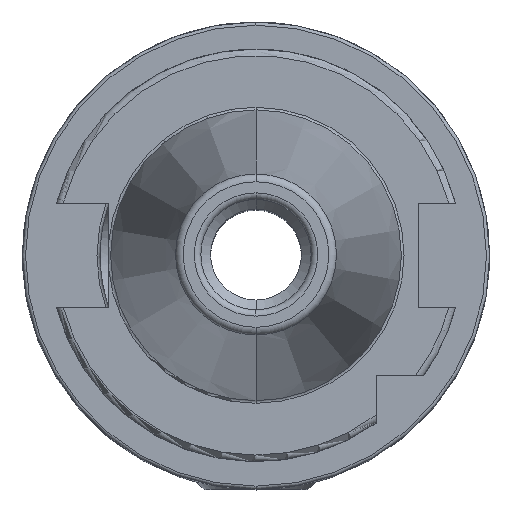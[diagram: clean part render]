
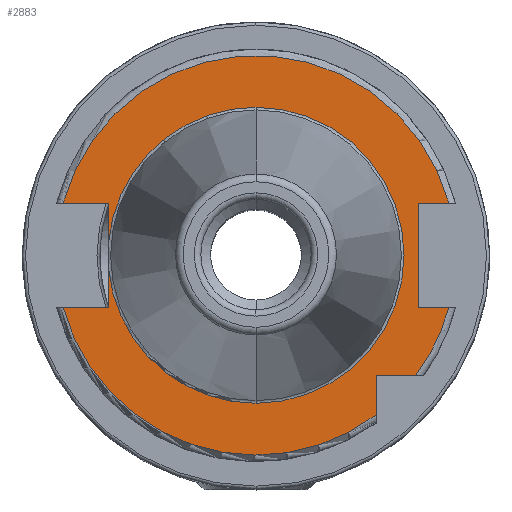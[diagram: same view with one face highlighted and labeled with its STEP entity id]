
A CAD part, top view. The second image highlights one B-rep face of the part: STEP entity #2883.
In plain terms, the highlighted planar face has unit normal (0, 0, 1).
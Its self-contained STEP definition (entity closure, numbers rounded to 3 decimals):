
#353=DIRECTION('',(1,0,0));
#354=VECTOR('',#353,7.004);
#355=CARTESIAN_POINT('',(-29.704,-8.05,15.9));
#356=LINE('',#355,#354);
#357=DIRECTION('',(0,1,0));
#358=VECTOR('',#357,5.917);
#359=CARTESIAN_POINT('',(-22.7,-8.05,15.9));
#360=LINE('',#359,#358);
#361=DIRECTION('',(0,1,0));
#362=VECTOR('',#361,5.917);
#363=CARTESIAN_POINT('',(-22.7,2.133,15.9));
#364=LINE('',#363,#362);
#365=DIRECTION('',(1,0,0));
#366=VECTOR('',#365,7.004);
#367=CARTESIAN_POINT('',(-29.704,8.05,15.9));
#368=LINE('',#367,#366);
#369=DIRECTION('',(-1,0,0));
#370=VECTOR('',#369,4.704);
#371=CARTESIAN_POINT('',(29.704,8.05,15.9));
#372=LINE('',#371,#370);
#373=DIRECTION('',(0,-1,0));
#374=VECTOR('',#373,16.1);
#375=CARTESIAN_POINT('',(25,8.05,15.9));
#376=LINE('',#375,#374);
#377=DIRECTION('',(-1,0,0));
#378=VECTOR('',#377,4.704);
#379=CARTESIAN_POINT('',(29.704,-8.05,15.9));
#380=LINE('',#379,#378);
#381=CARTESIAN_POINT('',(0,0,15.9));
#382=DIRECTION('',(0,0,1));
#383=DIRECTION('',(0.799,-0.601,0));
#384=AXIS2_PLACEMENT_3D('',#381,#382,#383);
#386=DIRECTION('',(-1,0,0));
#387=VECTOR('',#386,6.094);
#388=CARTESIAN_POINT('',(24.594,-18.5,15.9));
#389=LINE('',#388,#387);
#390=DIRECTION('',(0,1,0));
#391=VECTOR('',#390,6.094);
#392=CARTESIAN_POINT('',(18.5,-24.594,15.9));
#393=LINE('',#392,#391);
#404=CARTESIAN_POINT('',(0,0,15.9));
#405=DIRECTION('',(0,0,1));
#406=DIRECTION('',(0,1,0));
#407=AXIS2_PLACEMENT_3D('',#404,#405,#406);
#419=CARTESIAN_POINT('',(0,0,15.9));
#420=DIRECTION('',(0,0,1));
#421=DIRECTION('',(-0.996,-0.094,0));
#422=AXIS2_PLACEMENT_3D('',#419,#420,#421);
#424=CARTESIAN_POINT('',(0,0,15.9));
#425=DIRECTION('',(0,0,-1));
#426=DIRECTION('',(0,1,0));
#427=AXIS2_PLACEMENT_3D('',#424,#425,#426);
#1516=CARTESIAN_POINT('',(0,0,15.9));
#1517=DIRECTION('',(0,0,1));
#1518=DIRECTION('',(0.965,0.262,0));
#1519=AXIS2_PLACEMENT_3D('',#1516,#1517,#1518);
#1567=CARTESIAN_POINT('',(0,0,15.9));
#1568=DIRECTION('',(0,0,1));
#1569=DIRECTION('',(-0.965,-0.262,0));
#1570=AXIS2_PLACEMENT_3D('',#1567,#1568,#1569);
#2007=CARTESIAN_POINT('',(0,22.8,15.9));
#2009=VERTEX_POINT('',#2007);
#2029=CARTESIAN_POINT('',(0,-22.8,15.9));
#2031=VERTEX_POINT('',#2029);
#2155=CARTESIAN_POINT('',(-29.704,-8.05,15.9));
#2156=CARTESIAN_POINT('',(-22.7,-8.05,15.9));
#2157=VERTEX_POINT('',#2155);
#2158=VERTEX_POINT('',#2156);
#2159=CARTESIAN_POINT('',(-22.7,-2.133,15.9));
#2160=VERTEX_POINT('',#2159);
#2161=CARTESIAN_POINT('',(-22.7,2.133,15.9));
#2162=CARTESIAN_POINT('',(-22.7,8.05,15.9));
#2163=VERTEX_POINT('',#2161);
#2164=VERTEX_POINT('',#2162);
#2165=CARTESIAN_POINT('',(-29.704,8.05,15.9));
#2166=VERTEX_POINT('',#2165);
#2167=CARTESIAN_POINT('',(25,8.05,15.9));
#2168=CARTESIAN_POINT('',(25,-8.05,15.9));
#2169=VERTEX_POINT('',#2167);
#2170=VERTEX_POINT('',#2168);
#2171=CARTESIAN_POINT('',(29.704,-8.05,15.9));
#2172=VERTEX_POINT('',#2171);
#2173=CARTESIAN_POINT('',(29.704,8.05,15.9));
#2174=VERTEX_POINT('',#2173);
#2175=CARTESIAN_POINT('',(18.5,-24.594,15.9));
#2176=CARTESIAN_POINT('',(18.5,-18.5,15.9));
#2177=VERTEX_POINT('',#2175);
#2178=VERTEX_POINT('',#2176);
#2179=CARTESIAN_POINT('',(24.594,-18.5,15.9));
#2180=VERTEX_POINT('',#2179);
#2853=CARTESIAN_POINT('',(0,0,15.9));
#2854=DIRECTION('',(0,0,-1));
#2855=DIRECTION('',(0,-1,0));
#2856=AXIS2_PLACEMENT_3D('',#2853,#2854,#2855);
#2857=PLANE('',#2856);
#2858=ORIENTED_EDGE('',*,*,#2830,.T.);
#2859=ORIENTED_EDGE('',*,*,#2584,.T.);
#2861=ORIENTED_EDGE('',*,*,#2860,.T.);
#2863=ORIENTED_EDGE('',*,*,#2862,.F.);
#2865=ORIENTED_EDGE('',*,*,#2864,.T.);
#2866=ORIENTED_EDGE('',*,*,#2580,.T.);
#2867=ORIENTED_EDGE('',*,*,#2630,.F.);
#2869=ORIENTED_EDGE('',*,*,#2868,.F.);
#2871=ORIENTED_EDGE('',*,*,#2870,.T.);
#2873=ORIENTED_EDGE('',*,*,#2872,.T.);
#2874=ORIENTED_EDGE('',*,*,#2486,.F.);
#2876=ORIENTED_EDGE('',*,*,#2875,.F.);
#2877=ORIENTED_EDGE('',*,*,#2683,.T.);
#2878=ORIENTED_EDGE('',*,*,#2734,.F.);
#2880=ORIENTED_EDGE('',*,*,#2879,.F.);
#2881=EDGE_LOOP('',(#2858,#2859,#2861,#2863,#2865,#2866,#2867,#2869,#2871,#2873,
#2874,#2876,#2877,#2878,#2880));
#2882=FACE_OUTER_BOUND('',#2881,.F.);
#2883=ADVANCED_FACE('',(#2882),#2857,.F.);
#385=CIRCLE('',#384,30.775);
#408=CIRCLE('',#407,22.8);
#423=CIRCLE('',#422,22.8);
#428=CIRCLE('',#427,22.8);
#1520=CIRCLE('',#1519,30.775);
#1571=CIRCLE('',#1570,30.775);
#2486=EDGE_CURVE('',#2172,#2170,#380,.T.);
#2580=EDGE_CURVE('',#2163,#2164,#364,.T.);
#2584=EDGE_CURVE('',#2158,#2160,#360,.T.);
#2630=EDGE_CURVE('',#2166,#2164,#368,.T.);
#2683=EDGE_CURVE('',#2180,#2178,#389,.T.);
#2734=EDGE_CURVE('',#2177,#2178,#393,.T.);
#2830=EDGE_CURVE('',#2157,#2158,#356,.T.);
#2860=EDGE_CURVE('',#2160,#2031,#423,.T.);
#2862=EDGE_CURVE('',#2009,#2031,#428,.T.);
#2864=EDGE_CURVE('',#2009,#2163,#408,.T.);
#2868=EDGE_CURVE('',#2174,#2166,#1520,.T.);
#2870=EDGE_CURVE('',#2174,#2169,#372,.T.);
#2872=EDGE_CURVE('',#2169,#2170,#376,.T.);
#2875=EDGE_CURVE('',#2180,#2172,#385,.T.);
#2879=EDGE_CURVE('',#2157,#2177,#1571,.T.);
